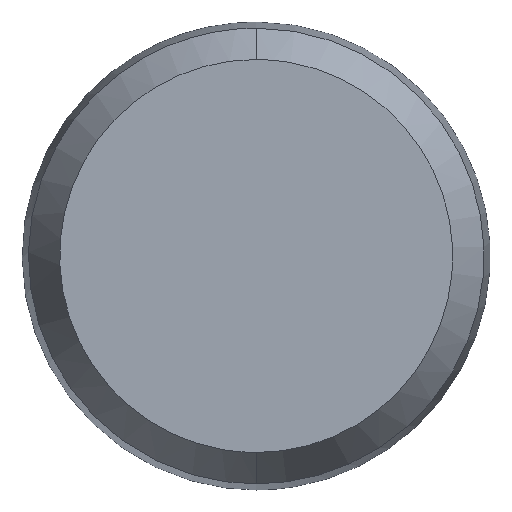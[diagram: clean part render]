
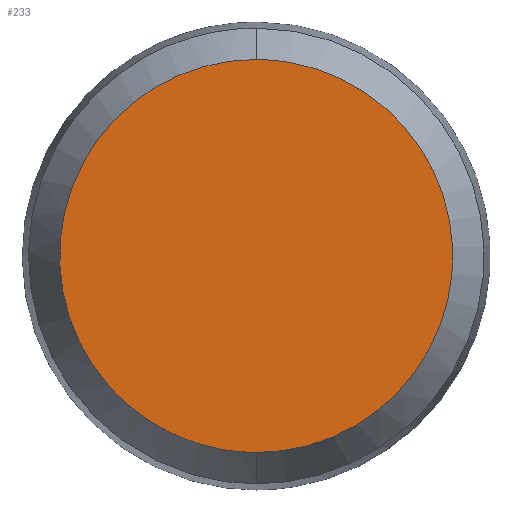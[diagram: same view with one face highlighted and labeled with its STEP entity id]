
A CAD part, front view. The second image highlights one B-rep face of the part: STEP entity #233.
In plain terms, the highlighted free-form (B-spline) face has degree [1, 1] with [2, 2] control points.
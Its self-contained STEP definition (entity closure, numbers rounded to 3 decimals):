
#27 = CARTESIAN_POINT ( 'NONE',  ( 3.99, 0., 8.089 ) ) ;
#31 = CARTESIAN_POINT ( 'NONE',  ( 4.509, 0., 7.812 ) ) ;
#57 = CARTESIAN_POINT ( 'NONE',  ( -4.509, 0., 7.812 ) ) ;
#69 = CARTESIAN_POINT ( 'NONE',  ( -9., 0., -0.591 ) ) ;
#86 = VERTEX_POINT ( 'NONE', #217 ) ;
#117 = CARTESIAN_POINT ( 'NONE',  ( 6.782, 0., -5.946 ) ) ;
#135 = CARTESIAN_POINT ( 'NONE',  ( 8.942, 0., -1.176 ) ) ;
#147 = CARTESIAN_POINT ( 'NONE',  ( 8.712, 0., -2.335 ) ) ;
#155 = CARTESIAN_POINT ( 'NONE',  ( 0., 0., 9. ) ) ;
#182 = CARTESIAN_POINT ( 'NONE',  ( -8.089, 0., -3.99 ) ) ;
#217 = CARTESIAN_POINT ( 'NONE',  ( 0., 0., 9. ) ) ;
#227 = CARTESIAN_POINT ( 'NONE',  ( 4.509, 0., -7.812 ) ) ;
#233 = ADVANCED_FACE ( 'NONE', ( #449 ), #700, .T. ) ;
#243 = CARTESIAN_POINT ( 'NONE',  ( 7.812, 0., 4.509 ) ) ;
#254 = CARTESIAN_POINT ( 'NONE',  ( 0., 0., -9. ) ) ;
#258 = CARTESIAN_POINT ( 'NONE',  ( 7.155, 0., -5.491 ) ) ;
#264 = CARTESIAN_POINT ( 'NONE',  ( -6.782, 0., 5.946 ) ) ;
#305 = EDGE_CURVE ( 'NONE', #86, #1360, #1284, .T. ) ;
#363 = CARTESIAN_POINT ( 'NONE',  ( -7.812, 0., 4.509 ) ) ;
#373 = CARTESIAN_POINT ( 'NONE',  ( -8.942, 0., -1.176 ) ) ;
#426 = CARTESIAN_POINT ( 'NONE',  ( 0., 0., -9. ) ) ;
#430 = CARTESIAN_POINT ( 'NONE',  ( 5.946, 0., -6.782 ) ) ;
#449 = FACE_OUTER_BOUND ( 'NONE', #1362, .T. ) ;
#453 = CARTESIAN_POINT ( 'NONE',  ( 2.898, 0., 8.541 ) ) ;
#462 = CARTESIAN_POINT ( 'NONE',  ( -8.541, 0., 2.898 ) ) ;
#480 = CARTESIAN_POINT ( 'NONE',  ( -7.155, 0., -5.491 ) ) ;
#490 = EDGE_CURVE ( 'NONE', #1360, #86, #1273, .T. ) ;
#493 = CARTESIAN_POINT ( 'NONE',  ( -8.712, 0., -2.335 ) ) ;
#500 = CARTESIAN_POINT ( 'NONE',  ( -0.591, 0., -9. ) ) ;
#538 = CARTESIAN_POINT ( 'NONE',  ( 2.898, 0., -8.541 ) ) ;
#551 = CARTESIAN_POINT ( 'NONE',  ( 9.108, 0., 9.108 ) ) ;
#568 = CARTESIAN_POINT ( 'NONE',  ( 9., 0., 0.591 ) ) ;
#679 = CARTESIAN_POINT ( 'NONE',  ( 8.541, 0., 2.898 ) ) ;
#686 = CARTESIAN_POINT ( 'NONE',  ( 9., 0., -0.591 ) ) ;
#690 = CARTESIAN_POINT ( 'NONE',  ( -7.155, 0., 5.491 ) ) ;
#693 = CARTESIAN_POINT ( 'NONE',  ( -8.712, 0., 2.335 ) ) ;
#697 = CARTESIAN_POINT ( 'NONE',  ( -2.898, 0., 8.541 ) ) ;
#700 = B_SPLINE_SURFACE_WITH_KNOTS ( 'NONE', 1, 1, ( 
 ( #906, #551 ),
 ( #1121, #794 ) ),
 .UNSPECIFIED., .F., .F., .F.,
 ( 2, 2 ),
 ( 2, 2 ),
 ( 0., 1. ),
 ( 0., 1. ),
 .UNSPECIFIED. ) ;
#704 = CARTESIAN_POINT ( 'NONE',  ( -0.591, 0., 9. ) ) ;
#712 = CARTESIAN_POINT ( 'NONE',  ( -8.541, 0., -2.898 ) ) ;
#719 = CARTESIAN_POINT ( 'NONE',  ( -5.491, 0., -7.155 ) ) ;
#758 = CARTESIAN_POINT ( 'NONE',  ( 1.176, 0., -8.942 ) ) ;
#789 = CARTESIAN_POINT ( 'NONE',  ( 6.782, 0., 5.946 ) ) ;
#794 = CARTESIAN_POINT ( 'NONE',  ( 9.108, 0., -9.108 ) ) ;
#833 = CARTESIAN_POINT ( 'NONE',  ( -2.335, 0., -8.712 ) ) ;
#839 = CARTESIAN_POINT ( 'NONE',  ( -8.942, 0., 1.176 ) ) ;
#886 = CARTESIAN_POINT ( 'NONE',  ( 2.335, 0., -8.712 ) ) ;
#906 = CARTESIAN_POINT ( 'NONE',  ( -9.108, 0., 9.108 ) ) ;
#909 = CARTESIAN_POINT ( 'NONE',  ( 8.089, 0., 3.99 ) ) ;
#912 = CARTESIAN_POINT ( 'NONE',  ( 8.712, 0., 2.335 ) ) ;
#917 = CARTESIAN_POINT ( 'NONE',  ( 7.155, 0., 5.491 ) ) ;
#925 = CARTESIAN_POINT ( 'NONE',  ( -3.99, 0., 8.089 ) ) ;
#948 = CARTESIAN_POINT ( 'NONE',  ( -5.946, 0., -6.782 ) ) ;
#953 = CARTESIAN_POINT ( 'NONE',  ( -3.99, 0., -8.089 ) ) ;
#1001 = CARTESIAN_POINT ( 'NONE',  ( 5.491, 0., -7.155 ) ) ;
#1015 = CARTESIAN_POINT ( 'NONE',  ( 1.176, 0., 8.942 ) ) ;
#1021 = CARTESIAN_POINT ( 'NONE',  ( 8.541, 0., -2.898 ) ) ;
#1027 = CARTESIAN_POINT ( 'NONE',  ( 5.946, 0., 6.782 ) ) ;
#1030 = CARTESIAN_POINT ( 'NONE',  ( 0.591, 0., 9. ) ) ;
#1032 = CARTESIAN_POINT ( 'NONE',  ( -5.946, 0., 6.782 ) ) ;
#1033 = CARTESIAN_POINT ( 'NONE',  ( 7.812, 0., -4.509 ) ) ;
#1042 = CARTESIAN_POINT ( 'NONE',  ( -5.491, 0., 7.155 ) ) ;
#1059 = CARTESIAN_POINT ( 'NONE',  ( -6.782, 0., -5.946 ) ) ;
#1096 = CARTESIAN_POINT ( 'NONE',  ( 0.591, 0., -9. ) ) ;
#1119 = CARTESIAN_POINT ( 'NONE',  ( 5.491, 0., 7.155 ) ) ;
#1121 = CARTESIAN_POINT ( 'NONE',  ( -9.108, 0., -9.108 ) ) ;
#1132 = CARTESIAN_POINT ( 'NONE',  ( 8.942, 0., 1.176 ) ) ;
#1136 = CARTESIAN_POINT ( 'NONE',  ( -8.089, 0., 3.99 ) ) ;
#1138 = CARTESIAN_POINT ( 'NONE',  ( -1.176, 0., 8.942 ) ) ;
#1144 = ORIENTED_EDGE ( 'NONE', *, *, #305, .T. ) ;
#1154 = CARTESIAN_POINT ( 'NONE',  ( -9., 0., 0.591 ) ) ;
#1173 = CARTESIAN_POINT ( 'NONE',  ( -4.509, 0., -7.812 ) ) ;
#1271 = CARTESIAN_POINT ( 'NONE',  ( -2.898, 0., -8.541 ) ) ;
#1273 = B_SPLINE_CURVE_WITH_KNOTS ( 'NONE', 3,
 ( #426, #1096, #758, #886, #538, #1303, #227, #1001, #430, #117, #258, #1033, #1337, #1021, #147, #135, #686, #568, #1132, #912, #679, #909, #243, #917, #789, #1027, #1119, #31, #27, #453, #1333, #1015, #1030, #1328 ),
 .UNSPECIFIED., .F., .F.,
 ( 4, 2, 2, 2, 2, 2, 2, 2, 2, 2, 2, 2, 2, 2, 2, 2, 4 ),
 ( 0., 0.196, 0.393, 0.589, 0.785, 0.982, 1.178, 1.374, 1.571, 1.767, 1.963, 2.16, 2.356, 2.553, 2.749, 2.945, 3.142 ),
 .UNSPECIFIED. ) ;
#1276 = CARTESIAN_POINT ( 'NONE',  ( -7.812, 0., -4.509 ) ) ;
#1284 = B_SPLINE_CURVE_WITH_KNOTS ( 'NONE', 3,
 ( #155, #704, #1138, #1350, #697, #925, #57, #1042, #1032, #264, #690, #363, #1136, #462, #693, #839, #1154, #69, #373, #493, #712, #182, #1276, #480, #1059, #948, #719, #1173, #953, #1271, #833, #1367, #500, #1383 ),
 .UNSPECIFIED., .F., .F.,
 ( 4, 2, 2, 2, 2, 2, 2, 2, 2, 2, 2, 2, 2, 2, 2, 2, 4 ),
 ( 0., 0.196, 0.393, 0.589, 0.785, 0.982, 1.178, 1.374, 1.571, 1.767, 1.963, 2.16, 2.356, 2.553, 2.749, 2.945, 3.142 ),
 .UNSPECIFIED. ) ;
#1298 = ORIENTED_EDGE ( 'NONE', *, *, #490, .T. ) ;
#1303 = CARTESIAN_POINT ( 'NONE',  ( 3.99, 0., -8.089 ) ) ;
#1328 = CARTESIAN_POINT ( 'NONE',  ( 0., 0., 9. ) ) ;
#1333 = CARTESIAN_POINT ( 'NONE',  ( 2.335, 0., 8.712 ) ) ;
#1337 = CARTESIAN_POINT ( 'NONE',  ( 8.089, 0., -3.99 ) ) ;
#1350 = CARTESIAN_POINT ( 'NONE',  ( -2.335, 0., 8.712 ) ) ;
#1360 = VERTEX_POINT ( 'NONE', #254 ) ;
#1362 = EDGE_LOOP ( 'NONE', ( #1144, #1298 ) ) ;
#1367 = CARTESIAN_POINT ( 'NONE',  ( -1.176, 0., -8.942 ) ) ;
#1383 = CARTESIAN_POINT ( 'NONE',  ( 0., 0., -9. ) ) ;
